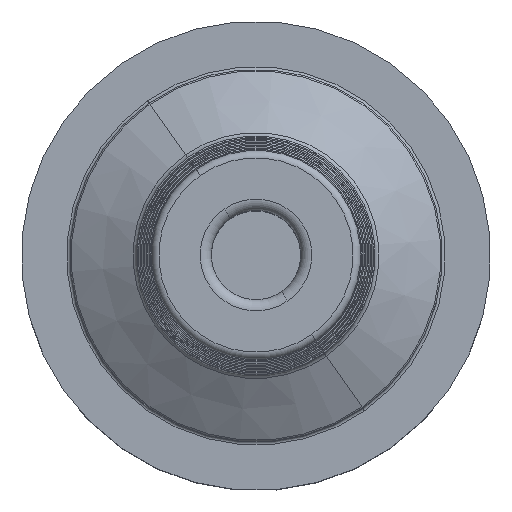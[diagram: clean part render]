
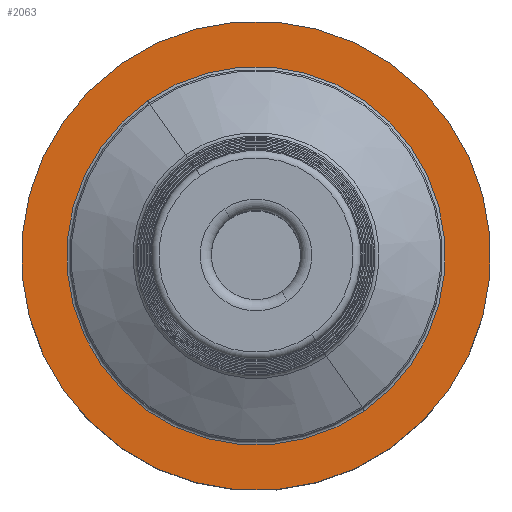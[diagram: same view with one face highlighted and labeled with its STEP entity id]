
A CAD part, top view. The second image highlights one B-rep face of the part: STEP entity #2063.
In plain terms, the highlighted planar face has unit normal (0, 0, 1).
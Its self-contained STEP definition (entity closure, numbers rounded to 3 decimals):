
#256=CARTESIAN_POINT('',(0.,0.,25.95));
#257=DIRECTION('',(0.,0.,-1.));
#258=DIRECTION('',(0.574,-0.819,0.));
#259=AXIS2_PLACEMENT_3D('',#256,#257,#258);
#264=CARTESIAN_POINT('',(0.,0.,25.95));
#265=DIRECTION('',(0.,0.,1.));
#266=DIRECTION('',(0.574,-0.819,0.));
#267=AXIS2_PLACEMENT_3D('',#264,#265,#266);
#272=CARTESIAN_POINT('',(0.,0.,25.95));
#273=DIRECTION('',(0.,0.,1.));
#274=DIRECTION('',(0.574,-0.819,0.));
#275=AXIS2_PLACEMENT_3D('',#272,#273,#274);
#294=CARTESIAN_POINT('',(0.,0.,25.95));
#295=DIRECTION('',(0.,0.,-1.));
#296=DIRECTION('',(0.574,-0.819,0.));
#297=AXIS2_PLACEMENT_3D('',#294,#295,#296);
#1632=CARTESIAN_POINT('',(14.569,-20.806,25.95));
#1633=VERTEX_POINT('',#1632);
#1634=CARTESIAN_POINT('',(18.068,-25.803,25.95));
#1636=VERTEX_POINT('',#1634);
#1748=CARTESIAN_POINT('',(-14.569,20.806,25.95));
#1749=VERTEX_POINT('',#1748);
#1750=CARTESIAN_POINT('',(-18.068,25.803,25.95));
#1752=VERTEX_POINT('',#1750);
#2048=CARTESIAN_POINT('',(0.,0.,25.95));
#2049=DIRECTION('',(0.,0.,1.));
#2050=DIRECTION('',(-0.574,0.819,0.));
#2051=AXIS2_PLACEMENT_3D('',#2048,#2049,#2050);
#2052=PLANE('',#2051);
#2054=ORIENTED_EDGE('',*,*,#2053,.F.);
#2056=ORIENTED_EDGE('',*,*,#2055,.T.);
#2057=EDGE_LOOP('',(#2054,#2056));
#2058=FACE_OUTER_BOUND('',#2057,.F.);
#2059=ORIENTED_EDGE('',*,*,#2041,.F.);
#2060=ORIENTED_EDGE('',*,*,#2030,.T.);
#2061=EDGE_LOOP('',(#2059,#2060));
#2062=FACE_BOUND('',#2061,.F.);
#2063=ADVANCED_FACE('',(#2058,#2062),#2052,.T.);
#260=CIRCLE('',#259,25.4);
#268=CIRCLE('',#267,25.4);
#276=CIRCLE('',#275,31.5);
#298=CIRCLE('',#297,31.5);
#2030=EDGE_CURVE('',#1633,#1749,#268,.T.);
#2041=EDGE_CURVE('',#1633,#1749,#260,.T.);
#2053=EDGE_CURVE('',#1636,#1752,#276,.T.);
#2055=EDGE_CURVE('',#1636,#1752,#298,.T.);
